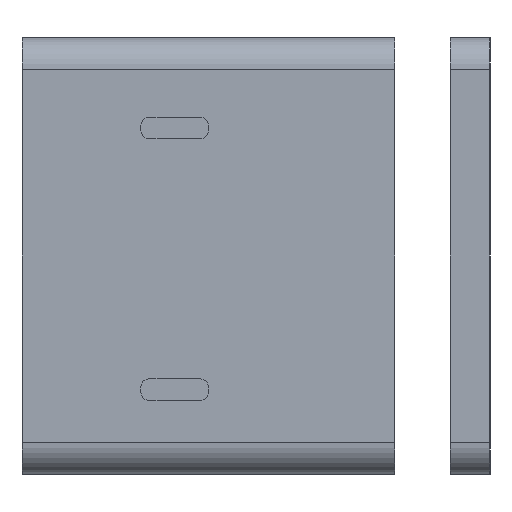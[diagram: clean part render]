
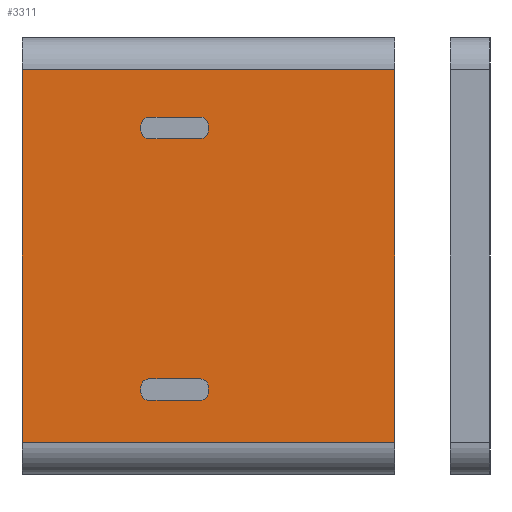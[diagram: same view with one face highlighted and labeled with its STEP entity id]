
A CAD part, left-side view. The second image highlights one B-rep face of the part: STEP entity #3311.
In plain terms, the highlighted planar face has unit normal (-1, 0, 0).
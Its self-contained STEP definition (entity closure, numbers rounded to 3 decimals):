
#312=FACE_BOUND('',#724,.T.);
#313=FACE_BOUND('',#725,.T.);
#374=PLANE('',#3448);
#537=FACE_OUTER_BOUND('',#723,.T.);
#723=EDGE_LOOP('',(#2992,#2993,#2994,#2995));
#724=EDGE_LOOP('',(#2996,#2997,#2998,#2999,#3000,#3001,#3002,#3003));
#725=EDGE_LOOP('',(#3004,#3005,#3006,#3007,#3008,#3009,#3010,#3011));
#781=LINE('',#4102,#1038);
#784=LINE('',#4110,#1041);
#788=LINE('',#4120,#1045);
#791=LINE('',#4128,#1048);
#796=LINE('',#4143,#1053);
#927=LINE('',#5979,#1184);
#973=LINE('',#6068,#1230);
#977=LINE('',#6079,#1234);
#981=LINE('',#6091,#1238);
#982=LINE('',#6093,#1239);
#989=LINE('',#6106,#1246);
#990=LINE('',#6108,#1247);
#1038=VECTOR('',#3565,10.);
#1041=VECTOR('',#3574,10.);
#1045=VECTOR('',#3584,10.);
#1048=VECTOR('',#3593,10.);
#1053=VECTOR('',#3604,10.);
#1184=VECTOR('',#3791,10.);
#1230=VECTOR('',#3867,10.);
#1234=VECTOR('',#3881,10.);
#1238=VECTOR('',#3895,10.);
#1239=VECTOR('',#3898,10.);
#1246=VECTOR('',#3913,10.);
#1247=VECTOR('',#3916,10.);
#1292=CIRCLE('',#3376,1.);
#1293=CIRCLE('',#3379,1.);
#1294=CIRCLE('',#3382,1.);
#1295=CIRCLE('',#3385,1.);
#1308=CIRCLE('',#3434,1.);
#1309=CIRCLE('',#3436,1.);
#1310=CIRCLE('',#3439,1.);
#1311=CIRCLE('',#3441,1.);
#1356=VERTEX_POINT('',#4094);
#1357=VERTEX_POINT('',#4096);
#1358=VERTEX_POINT('',#4100);
#1359=VERTEX_POINT('',#4104);
#1360=VERTEX_POINT('',#4108);
#1361=VERTEX_POINT('',#4112);
#1362=VERTEX_POINT('',#4114);
#1363=VERTEX_POINT('',#4118);
#1364=VERTEX_POINT('',#4122);
#1365=VERTEX_POINT('',#4126);
#1371=VERTEX_POINT('',#4140);
#1372=VERTEX_POINT('',#4142);
#1589=VERTEX_POINT('',#5965);
#1595=VERTEX_POINT('',#5977);
#1623=VERTEX_POINT('',#6067);
#1624=VERTEX_POINT('',#6071);
#1625=VERTEX_POINT('',#6075);
#1626=VERTEX_POINT('',#6081);
#1627=VERTEX_POINT('',#6085);
#1628=VERTEX_POINT('',#6087);
#1689=EDGE_CURVE('',#1356,#1357,#1292,.T.);
#1692=EDGE_CURVE('',#1356,#1358,#781,.T.);
#1694=EDGE_CURVE('',#1359,#1358,#1293,.T.);
#1696=EDGE_CURVE('',#1359,#1360,#784,.T.);
#1698=EDGE_CURVE('',#1361,#1362,#1294,.T.);
#1701=EDGE_CURVE('',#1361,#1363,#788,.T.);
#1703=EDGE_CURVE('',#1364,#1363,#1295,.T.);
#1705=EDGE_CURVE('',#1364,#1365,#791,.T.);
#1711=EDGE_CURVE('',#1371,#1372,#796,.T.);
#2037=EDGE_CURVE('',#1595,#1589,#927,.T.);
#2083=EDGE_CURVE('',#1623,#1357,#973,.T.);
#2086=EDGE_CURVE('',#1624,#1360,#1308,.T.);
#2087=EDGE_CURVE('',#1623,#1625,#1309,.T.);
#2089=EDGE_CURVE('',#1624,#1625,#977,.T.);
#2091=EDGE_CURVE('',#1626,#1365,#1310,.T.);
#2093=EDGE_CURVE('',#1627,#1628,#1311,.T.);
#2095=EDGE_CURVE('',#1626,#1628,#981,.T.);
#2096=EDGE_CURVE('',#1627,#1362,#982,.T.);
#2103=EDGE_CURVE('',#1589,#1371,#989,.T.);
#2104=EDGE_CURVE('',#1372,#1595,#990,.T.);
#2992=ORIENTED_EDGE('',*,*,#2103,.F.);
#2993=ORIENTED_EDGE('',*,*,#2037,.F.);
#2994=ORIENTED_EDGE('',*,*,#2104,.F.);
#2995=ORIENTED_EDGE('',*,*,#1711,.F.);
#2996=ORIENTED_EDGE('',*,*,#2089,.T.);
#2997=ORIENTED_EDGE('',*,*,#2087,.F.);
#2998=ORIENTED_EDGE('',*,*,#2083,.T.);
#2999=ORIENTED_EDGE('',*,*,#1689,.F.);
#3000=ORIENTED_EDGE('',*,*,#1692,.T.);
#3001=ORIENTED_EDGE('',*,*,#1694,.F.);
#3002=ORIENTED_EDGE('',*,*,#1696,.T.);
#3003=ORIENTED_EDGE('',*,*,#2086,.F.);
#3004=ORIENTED_EDGE('',*,*,#2095,.T.);
#3005=ORIENTED_EDGE('',*,*,#2093,.F.);
#3006=ORIENTED_EDGE('',*,*,#2096,.T.);
#3007=ORIENTED_EDGE('',*,*,#1698,.F.);
#3008=ORIENTED_EDGE('',*,*,#1701,.T.);
#3009=ORIENTED_EDGE('',*,*,#1703,.F.);
#3010=ORIENTED_EDGE('',*,*,#1705,.T.);
#3011=ORIENTED_EDGE('',*,*,#2091,.F.);
#3311=ADVANCED_FACE('',(#537,#312,#313),#374,.T.);
#3376=AXIS2_PLACEMENT_3D('',#4097,#3559,#3560);
#3379=AXIS2_PLACEMENT_3D('',#4106,#3569,#3570);
#3382=AXIS2_PLACEMENT_3D('',#4115,#3578,#3579);
#3385=AXIS2_PLACEMENT_3D('',#4124,#3588,#3589);
#3434=AXIS2_PLACEMENT_3D('',#6073,#3872,#3873);
#3436=AXIS2_PLACEMENT_3D('',#6076,#3876,#3877);
#3439=AXIS2_PLACEMENT_3D('',#6083,#3885,#3886);
#3441=AXIS2_PLACEMENT_3D('',#6088,#3890,#3891);
#3448=AXIS2_PLACEMENT_3D('',#6107,#3914,#3915);
#3559=DIRECTION('center_axis',(-1.,0.,0.));
#3560=DIRECTION('ref_axis',(0.,0.707,-0.707));
#3565=DIRECTION('',(0.,0.,1.));
#3569=DIRECTION('center_axis',(-1.,0.,0.));
#3570=DIRECTION('ref_axis',(0.,0.707,0.707));
#3574=DIRECTION('',(0.,-1.,0.));
#3578=DIRECTION('center_axis',(-1.,0.,0.));
#3579=DIRECTION('ref_axis',(0.,0.707,-0.707));
#3584=DIRECTION('',(0.,0.,1.));
#3588=DIRECTION('center_axis',(-1.,0.,0.));
#3589=DIRECTION('ref_axis',(0.,0.707,0.707));
#3593=DIRECTION('',(0.,-1.,0.));
#3604=DIRECTION('',(0.,0.,-1.));
#3791=DIRECTION('',(0.,0.,1.));
#3867=DIRECTION('',(0.,1.,0.));
#3872=DIRECTION('center_axis',(-1.,0.,0.));
#3873=DIRECTION('ref_axis',(0.,-0.707,0.707));
#3876=DIRECTION('center_axis',(-1.,0.,0.));
#3877=DIRECTION('ref_axis',(0.,-0.707,-0.707));
#3881=DIRECTION('',(0.,0.,-1.));
#3885=DIRECTION('center_axis',(-1.,0.,0.));
#3886=DIRECTION('ref_axis',(0.,-0.707,0.707));
#3890=DIRECTION('center_axis',(-1.,0.,0.));
#3891=DIRECTION('ref_axis',(0.,-0.707,-0.707));
#3895=DIRECTION('',(0.,0.,-1.));
#3898=DIRECTION('',(0.,1.,0.));
#3913=DIRECTION('',(0.,-1.,0.));
#3914=DIRECTION('center_axis',(-1.,0.,0.));
#3915=DIRECTION('ref_axis',(0.,0.,-1.));
#3916=DIRECTION('',(0.,1.,0.));
#4094=CARTESIAN_POINT('',(-70.,-10.,10.3));
#4096=CARTESIAN_POINT('',(-70.,-11.,9.3));
#4097=CARTESIAN_POINT('Origin',(-70.,-11.,10.3));
#4100=CARTESIAN_POINT('',(-70.,-10.,11.));
#4102=CARTESIAN_POINT('',(-70.,-10.,32.15));
#4104=CARTESIAN_POINT('',(-70.,-11.,12.));
#4106=CARTESIAN_POINT('Origin',(-70.,-11.,11.));
#4108=CARTESIAN_POINT('',(-70.,-17.5,12.));
#4110=CARTESIAN_POINT('',(-70.,-2.5,12.));
#4112=CARTESIAN_POINT('',(-70.,-10.,43.3));
#4114=CARTESIAN_POINT('',(-70.,-11.,42.3));
#4115=CARTESIAN_POINT('Origin',(-70.,-11.,43.3));
#4118=CARTESIAN_POINT('',(-70.,-10.,44.));
#4120=CARTESIAN_POINT('',(-70.,-10.,48.65));
#4122=CARTESIAN_POINT('',(-70.,-11.,45.));
#4124=CARTESIAN_POINT('Origin',(-70.,-11.,44.));
#4126=CARTESIAN_POINT('',(-70.,-17.5,45.));
#4128=CARTESIAN_POINT('',(-70.,-2.5,45.));
#4140=CARTESIAN_POINT('',(-70.,-42.,51.));
#4142=CARTESIAN_POINT('',(-70.,-42.,4.));
#4143=CARTESIAN_POINT('',(-70.,-42.,0.));
#5965=CARTESIAN_POINT('',(-70.,5.,51.));
#5977=CARTESIAN_POINT('',(-70.,5.,4.));
#5979=CARTESIAN_POINT('',(-70.,5.,0.));
#6067=CARTESIAN_POINT('',(-70.,-17.5,9.3));
#6068=CARTESIAN_POINT('',(-70.,-6.75,9.3));
#6071=CARTESIAN_POINT('',(-70.,-18.5,11.));
#6073=CARTESIAN_POINT('Origin',(-70.,-17.5,11.));
#6075=CARTESIAN_POINT('',(-70.,-18.5,10.3));
#6076=CARTESIAN_POINT('Origin',(-70.,-17.5,10.3));
#6079=CARTESIAN_POINT('',(-70.,-18.5,33.5));
#6081=CARTESIAN_POINT('',(-70.,-18.5,44.));
#6083=CARTESIAN_POINT('Origin',(-70.,-17.5,44.));
#6085=CARTESIAN_POINT('',(-70.,-17.5,42.3));
#6087=CARTESIAN_POINT('',(-70.,-18.5,43.3));
#6088=CARTESIAN_POINT('Origin',(-70.,-17.5,43.3));
#6091=CARTESIAN_POINT('',(-70.,-18.5,50.));
#6093=CARTESIAN_POINT('',(-70.,-6.75,42.3));
#6106=CARTESIAN_POINT('',(-70.,5.,51.));
#6107=CARTESIAN_POINT('Origin',(-70.,5.,55.));
#6108=CARTESIAN_POINT('',(-70.,5.,4.));
